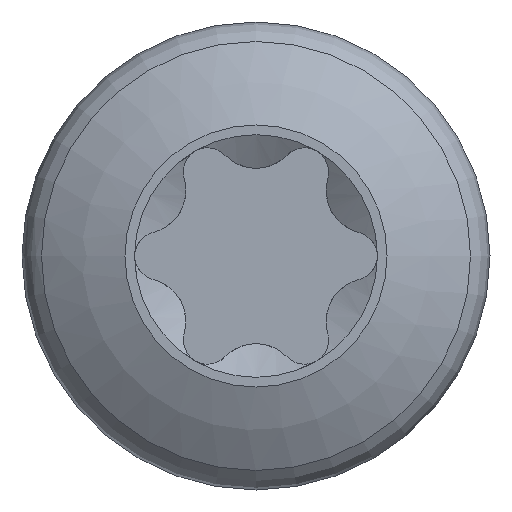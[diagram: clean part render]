
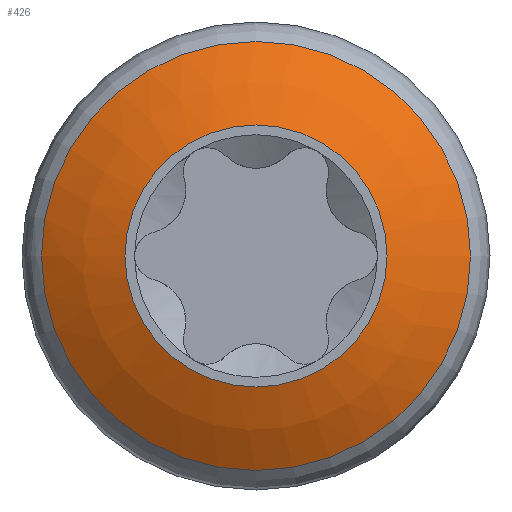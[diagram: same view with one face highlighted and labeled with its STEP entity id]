
A CAD part, left-side view. The second image highlights one B-rep face of the part: STEP entity #426.
In plain terms, the highlighted spherical face has radius 9 mm.
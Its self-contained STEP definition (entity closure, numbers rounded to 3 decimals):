
#59=SPHERICAL_SURFACE('',#473,9.);
#70=CIRCLE('',#472,3.023);
#71=CIRCLE('',#474,4.95);
#127=ORIENTED_EDGE('',*,*,#237,.T.);
#128=ORIENTED_EDGE('',*,*,#245,.F.);
#237=EDGE_CURVE('',#299,#299,#70,.T.);
#245=EDGE_CURVE('',#301,#301,#71,.T.);
#299=VERTEX_POINT('',#746);
#301=VERTEX_POINT('',#778);
#352=EDGE_LOOP('',(#127));
#353=EDGE_LOOP('',(#128));
#386=FACE_BOUND('',#352,.T.);
#387=FACE_BOUND('',#353,.T.);
#426=ADVANCED_FACE('',(#386,#387),#59,.T.);
#472=AXIS2_PLACEMENT_3D('',#745,#539,#540);
#473=AXIS2_PLACEMENT_3D('',#776,#541,#542);
#474=AXIS2_PLACEMENT_3D('',#777,#543,#544);
#539=DIRECTION('',(1.,0.,0.));
#540=DIRECTION('',(0.,1.,0.));
#541=DIRECTION('',(1.,0.,0.));
#542=DIRECTION('',(0.,1.,0.));
#543=DIRECTION('',(1.,0.,0.));
#544=DIRECTION('',(0.,1.,0.));
#745=CARTESIAN_POINT('',(-4.3,0.,0.));
#746=CARTESIAN_POINT('',(-4.3,3.023,0.));
#776=CARTESIAN_POINT('',(4.177,0.,0.));
#777=CARTESIAN_POINT('',(-3.339,0.,0.));
#778=CARTESIAN_POINT('',(-3.339,4.95,0.));
